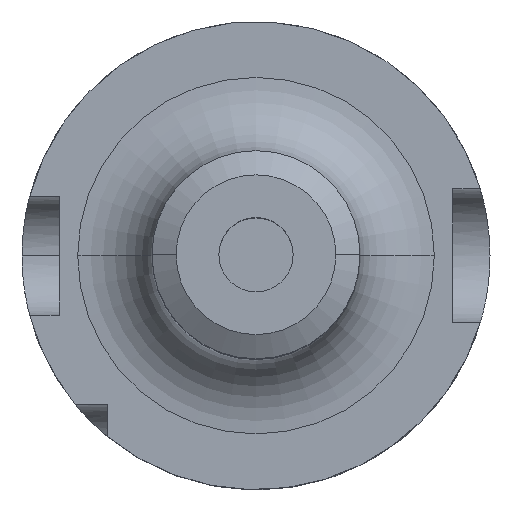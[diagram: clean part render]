
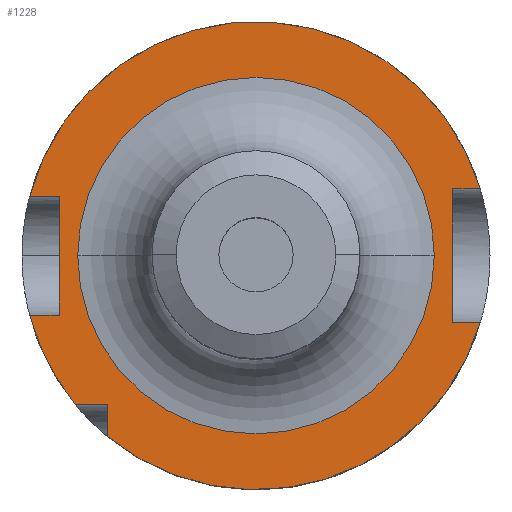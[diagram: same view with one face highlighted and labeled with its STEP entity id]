
A CAD part, top view. The second image highlights one B-rep face of the part: STEP entity #1228.
In plain terms, the highlighted planar face has unit normal (0, 0, 1).
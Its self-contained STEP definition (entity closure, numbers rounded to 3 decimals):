
#15 = VERTEX_POINT ( 'NONE', #3743 ) ;
#99 = EDGE_CURVE ( 'NONE', #3413, #873, #2790, .T. ) ;
#102 = ORIENTED_EDGE ( 'NONE', *, *, #2735, .F. ) ;
#139 = EDGE_CURVE ( 'NONE', #211, #2671, #2107, .T. ) ;
#170 = CARTESIAN_POINT ( 'NONE',  ( 0., 0., 26. ) ) ;
#211 = VERTEX_POINT ( 'NONE', #2743 ) ;
#269 = AXIS2_PLACEMENT_3D ( 'NONE', #840, #2357, #1995 ) ;
#289 = ORIENTED_EDGE ( 'NONE', *, *, #2435, .F. ) ;
#322 = VECTOR ( 'NONE', #1008, 1000. ) ;
#328 = VECTOR ( 'NONE', #1527, 1000. ) ;
#356 = VECTOR ( 'NONE', #842, 1000. ) ;
#391 = CARTESIAN_POINT ( 'NONE',  ( -30.467, -8., 26. ) ) ;
#402 = DIRECTION ( 'NONE',  ( 1., 0., 0. ) ) ;
#462 = VECTOR ( 'NONE', #843, 1000. ) ;
#477 = DIRECTION ( 'NONE',  ( -1., 0., 0. ) ) ;
#500 = CARTESIAN_POINT ( 'NONE',  ( 0., 0., 26. ) ) ;
#503 = CARTESIAN_POINT ( 'NONE',  ( 26.5, 9., 26. ) ) ;
#550 = ORIENTED_EDGE ( 'NONE', *, *, #3091, .F. ) ;
#590 = VECTOR ( 'NONE', #3291, 1000. ) ;
#677 = DIRECTION ( 'NONE',  ( 0., 0., -1. ) ) ;
#685 = AXIS2_PLACEMENT_3D ( 'NONE', #170, #2268, #477 ) ;
#693 = CARTESIAN_POINT ( 'NONE',  ( -26.5, -8., 26. ) ) ;
#727 = CARTESIAN_POINT ( 'NONE',  ( 0., -9., 26. ) ) ;
#752 = ORIENTED_EDGE ( 'NONE', *, *, #2135, .F. ) ;
#792 = DIRECTION ( 'NONE',  ( -1., 0., 0. ) ) ;
#817 = EDGE_LOOP ( 'NONE', ( #2332, #102, #550, #1147, #3423, #2458, #3846, #289, #752, #2353, #1583 ) ) ;
#819 = AXIS2_PLACEMENT_3D ( 'NONE', #1168, #3271, #1472 ) ;
#840 = CARTESIAN_POINT ( 'NONE',  ( 0., 0., 26. ) ) ;
#843 = DIRECTION ( 'NONE',  ( 0., 1., 0. ) ) ;
#842 = DIRECTION ( 'NONE',  ( 0., 1., 0. ) ) ;
#873 = VERTEX_POINT ( 'NONE', #979 ) ;
#905 = EDGE_CURVE ( 'NONE', #3324, #3673, #1194, .T. ) ;
#922 = VERTEX_POINT ( 'NONE', #693 ) ;
#930 = CARTESIAN_POINT ( 'NONE',  ( 0., 9., 26. ) ) ;
#932 = FACE_BOUND ( 'NONE', #1204, .T. ) ;
#952 = CIRCLE ( 'NONE', #819, 31.5 ) ;
#979 = CARTESIAN_POINT ( 'NONE',  ( -24., 0., 26. ) ) ;
#1008 = DIRECTION ( 'NONE',  ( -1., 0., 0. ) ) ;
#1027 = VERTEX_POINT ( 'NONE', #1766 ) ;
#1096 = VERTEX_POINT ( 'NONE', #3281 ) ;
#1119 = VECTOR ( 'NONE', #1860, 1000. ) ;
#1147 = ORIENTED_EDGE ( 'NONE', *, *, #1777, .T. ) ;
#1160 = CARTESIAN_POINT ( 'NONE',  ( -20., -24.336, 26. ) ) ;
#1167 = EDGE_CURVE ( 'NONE', #1321, #922, #3402, .T. ) ;
#1168 = CARTESIAN_POINT ( 'NONE',  ( 0., 0., 26. ) ) ;
#1194 = LINE ( 'NONE', #2111, #2611 ) ;
#1204 = EDGE_LOOP ( 'NONE', ( #3575, #2856 ) ) ;
#1228 = ADVANCED_FACE ( 'NONE', ( #932, #1621 ), #3041, .T. ) ;
#1242 = CIRCLE ( 'NONE', #269, 24. ) ;
#1267 = CIRCLE ( 'NONE', #685, 31.5 ) ;
#1321 = VERTEX_POINT ( 'NONE', #391 ) ;
#1332 = LINE ( 'NONE', #2349, #462 ) ;
#1411 = EDGE_CURVE ( 'NONE', #873, #3413, #1242, .T. ) ;
#1472 = DIRECTION ( 'NONE',  ( -1., 0., 0. ) ) ;
#1508 = VERTEX_POINT ( 'NONE', #1160 ) ;
#1527 = DIRECTION ( 'NONE',  ( 1., 0., 0. ) ) ;
#1565 = CARTESIAN_POINT ( 'NONE',  ( 0., -20., 26. ) ) ;
#1583 = ORIENTED_EDGE ( 'NONE', *, *, #3339, .F. ) ;
#1602 = CARTESIAN_POINT ( 'NONE',  ( 0., 0., 26. ) ) ;
#1621 = FACE_OUTER_BOUND ( 'NONE', #817, .T. ) ;
#1766 = CARTESIAN_POINT ( 'NONE',  ( 30.187, -9., 26. ) ) ;
#1777 = EDGE_CURVE ( 'NONE', #1027, #3324, #2700, .T. ) ;
#1860 = DIRECTION ( 'NONE',  ( -1., 0., 0. ) ) ;
#1976 = AXIS2_PLACEMENT_3D ( 'NONE', #500, #2578, #792 ) ;
#1995 = DIRECTION ( 'NONE',  ( 1., 0., 0. ) ) ;
#2038 = EDGE_CURVE ( 'NONE', #3228, #15, #2835, .T. ) ;
#2071 = AXIS2_PLACEMENT_3D ( 'NONE', #2755, #677, #2465 ) ;
#2107 = LINE ( 'NONE', #1565, #1119 ) ;
#2111 = CARTESIAN_POINT ( 'NONE',  ( 26.5, 0., 26. ) ) ;
#2135 = EDGE_CURVE ( 'NONE', #922, #1096, #1332, .T. ) ;
#2268 = DIRECTION ( 'NONE',  ( 0., 0., -1. ) ) ;
#2332 = ORIENTED_EDGE ( 'NONE', *, *, #139, .F. ) ;
#2336 = CARTESIAN_POINT ( 'NONE',  ( -20., 0., 26. ) ) ;
#2349 = CARTESIAN_POINT ( 'NONE',  ( -26.5, 0., 26. ) ) ;
#2353 = ORIENTED_EDGE ( 'NONE', *, *, #1167, .F. ) ;
#2357 = DIRECTION ( 'NONE',  ( 0., 0., -1. ) ) ;
#2435 = EDGE_CURVE ( 'NONE', #1096, #3228, #3567, .T. ) ;
#2436 = DIRECTION ( 'NONE',  ( 0., 1., 0. ) ) ;
#2458 = ORIENTED_EDGE ( 'NONE', *, *, #3506, .T. ) ;
#2460 = CARTESIAN_POINT ( 'NONE',  ( 0., 8., 26. ) ) ;
#2465 = DIRECTION ( 'NONE',  ( 1., 0., 0. ) ) ;
#2578 = DIRECTION ( 'NONE',  ( 0., 0., -1. ) ) ;
#2611 = VECTOR ( 'NONE', #2436, 1000. ) ;
#2671 = VERTEX_POINT ( 'NONE', #2839 ) ;
#2700 = LINE ( 'NONE', #727, #322 ) ;
#2722 = AXIS2_PLACEMENT_3D ( 'NONE', #1602, #3685, #402 ) ;
#2731 = LINE ( 'NONE', #2336, #356 ) ;
#2735 = EDGE_CURVE ( 'NONE', #1508, #211, #2731, .T. ) ;
#2743 = CARTESIAN_POINT ( 'NONE',  ( -20., -20., 26. ) ) ;
#2751 = DIRECTION ( 'NONE',  ( -1., 0., 0. ) ) ;
#2755 = CARTESIAN_POINT ( 'NONE',  ( 0., 0., 26. ) ) ;
#2790 = CIRCLE ( 'NONE', #2071, 24. ) ;
#2835 = CIRCLE ( 'NONE', #1976, 31.5 ) ;
#2839 = CARTESIAN_POINT ( 'NONE',  ( -24.336, -20., 26. ) ) ;
#2856 = ORIENTED_EDGE ( 'NONE', *, *, #1411, .T. ) ;
#2884 = CARTESIAN_POINT ( 'NONE',  ( -30.467, 8., 26. ) ) ;
#2946 = CARTESIAN_POINT ( 'NONE',  ( 26.5, -9., 26. ) ) ;
#2952 = LINE ( 'NONE', #930, #590 ) ;
#2970 = CARTESIAN_POINT ( 'NONE',  ( 24., 0., 26. ) ) ;
#3041 = PLANE ( 'NONE',  #2722 ) ;
#3091 = EDGE_CURVE ( 'NONE', #1027, #1508, #1267, .T. ) ;
#3228 = VERTEX_POINT ( 'NONE', #2884 ) ;
#3271 = DIRECTION ( 'NONE',  ( 0., 0., -1. ) ) ;
#3281 = CARTESIAN_POINT ( 'NONE',  ( -26.5, 8., 26. ) ) ;
#3291 = DIRECTION ( 'NONE',  ( 1., 0., 0. ) ) ;
#3324 = VERTEX_POINT ( 'NONE', #2946 ) ;
#3326 = CARTESIAN_POINT ( 'NONE',  ( 0., -8., 26. ) ) ;
#3339 = EDGE_CURVE ( 'NONE', #2671, #1321, #952, .T. ) ;
#3402 = LINE ( 'NONE', #3326, #328 ) ;
#3413 = VERTEX_POINT ( 'NONE', #2970 ) ;
#3423 = ORIENTED_EDGE ( 'NONE', *, *, #905, .T. ) ;
#3483 = VECTOR ( 'NONE', #2751, 1000. ) ;
#3506 = EDGE_CURVE ( 'NONE', #3673, #15, #2952, .T. ) ;
#3567 = LINE ( 'NONE', #2460, #3483 ) ;
#3575 = ORIENTED_EDGE ( 'NONE', *, *, #99, .T. ) ;
#3673 = VERTEX_POINT ( 'NONE', #503 ) ;
#3685 = DIRECTION ( 'NONE',  ( 0., 0., 1. ) ) ;
#3743 = CARTESIAN_POINT ( 'NONE',  ( 30.187, 9., 26. ) ) ;
#3846 = ORIENTED_EDGE ( 'NONE', *, *, #2038, .F. ) ;
